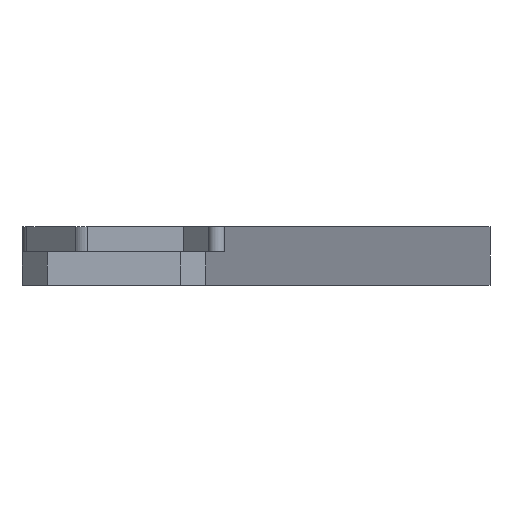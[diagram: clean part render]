
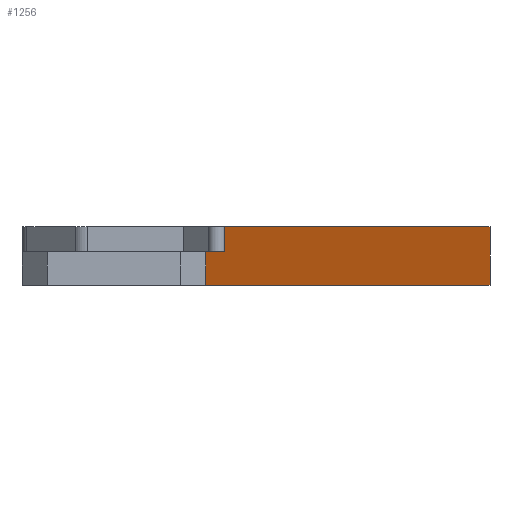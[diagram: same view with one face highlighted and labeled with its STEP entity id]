
A CAD part, left-side view. The second image highlights one B-rep face of the part: STEP entity #1256.
In plain terms, the highlighted planar face has unit normal (-0.293, -0.956, 0).
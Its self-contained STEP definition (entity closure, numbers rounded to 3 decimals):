
#70=PLANE('',#1362);
#134=FACE_OUTER_BOUND('',#212,.T.);
#212=EDGE_LOOP('',(#1077,#1078,#1079,#1080,#1081,#1082));
#241=LINE('',#1743,#375);
#342=LINE('',#2024,#476);
#343=LINE('',#2027,#477);
#344=LINE('',#2029,#478);
#345=LINE('',#2031,#479);
#346=LINE('',#2032,#480);
#375=VECTOR('',#1395,108.476);
#476=VECTOR('',#1666,3.);
#477=VECTOR('',#1669,7.71);
#478=VECTOR('',#1670,4.);
#479=VECTOR('',#1671,116.186);
#480=VECTOR('',#1672,7.);
#552=VERTEX_POINT('',#1740);
#553=VERTEX_POINT('',#1742);
#648=VERTEX_POINT('',#2022);
#649=VERTEX_POINT('',#2026);
#650=VERTEX_POINT('',#2028);
#651=VERTEX_POINT('',#2030);
#673=EDGE_CURVE('',#552,#553,#241,.T.);
#810=EDGE_CURVE('',#648,#552,#342,.T.);
#811=EDGE_CURVE('',#649,#648,#343,.T.);
#812=EDGE_CURVE('',#650,#649,#344,.T.);
#813=EDGE_CURVE('',#651,#650,#345,.T.);
#814=EDGE_CURVE('',#651,#553,#346,.T.);
#1077=ORIENTED_EDGE('',*,*,#810,.F.);
#1078=ORIENTED_EDGE('',*,*,#811,.F.);
#1079=ORIENTED_EDGE('',*,*,#812,.F.);
#1080=ORIENTED_EDGE('',*,*,#813,.F.);
#1081=ORIENTED_EDGE('',*,*,#814,.T.);
#1082=ORIENTED_EDGE('',*,*,#673,.F.);
#1256=ADVANCED_FACE('',(#134),#70,.T.);
#1362=AXIS2_PLACEMENT_3D('',#2025,#1667,#1668);
#1395=DIRECTION('',(0.956,-0.293,0.));
#1666=DIRECTION('',(0.,0.,1.));
#1667=DIRECTION('center_axis',(-0.293,-0.956,0.));
#1668=DIRECTION('ref_axis',(-0.956,0.293,0.));
#1669=DIRECTION('',(0.956,-0.293,0.));
#1670=DIRECTION('',(0.,0.,1.));
#1671=DIRECTION('',(-0.956,0.293,0.));
#1672=DIRECTION('',(0.,0.,1.));
#1740=CARTESIAN_POINT('',(-99.627,-13.256,7.));
#1742=CARTESIAN_POINT('',(4.1,-45.,7.));
#1743=CARTESIAN_POINT('',(-107.,-11.,7.));
#2022=CARTESIAN_POINT('',(-99.627,-13.256,4.));
#2024=CARTESIAN_POINT('',(-99.627,-13.256,4.));
#2025=CARTESIAN_POINT('Origin',(4.1,-45.,4.));
#2026=CARTESIAN_POINT('',(-107.,-11.,4.));
#2027=CARTESIAN_POINT('',(-107.,-11.,4.));
#2028=CARTESIAN_POINT('',(-107.,-11.,0.));
#2029=CARTESIAN_POINT('',(-107.,-11.,0.));
#2030=CARTESIAN_POINT('',(4.1,-45.,0.));
#2031=CARTESIAN_POINT('',(-0.153,-43.698,0.));
#2032=CARTESIAN_POINT('',(4.1,-45.,4.));
